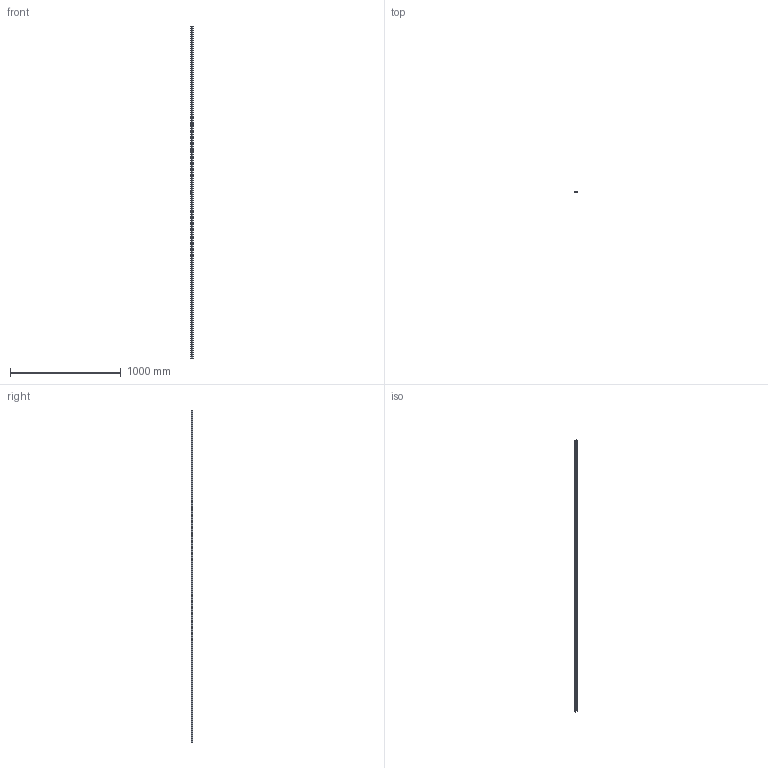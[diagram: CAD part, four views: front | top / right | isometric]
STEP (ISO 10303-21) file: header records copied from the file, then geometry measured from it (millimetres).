
FILE_DESCRIPTION (( 'STEP AP203' ), '1' );
FILE_NAME ('80538-ALU-3M.STEP', '2016-12-15T07:24:12', ( '' ), ( '' ), 'SwSTEP 2.0', 'SolidWorks 2015', '' );
FILE_SCHEMA (( 'CONFIG_CONTROL_DESIGN' ));
Length unit declared in the file: millimetre
Products named in the file (1): 80538-ALU-3M
Bounding box: 24 x 12 x 3000 mm (x, y, z)
Volume: 372205 mm3; surface area: 262534.1 mm2
Topology: 1 solids, 1 shells, 289 faces, 774 edges, 516 vertices
Faces by surface type: plane 149, bspline 134, cylinder 6
Entity records: 16017 total; most frequent: CARTESIAN_POINT 9618, ORIENTED_EDGE 1548, DIRECTION 830, EDGE_CURVE 774, VERTEX_POINT 516, LINE 494, VECTOR 494, EDGE_LOOP 318
